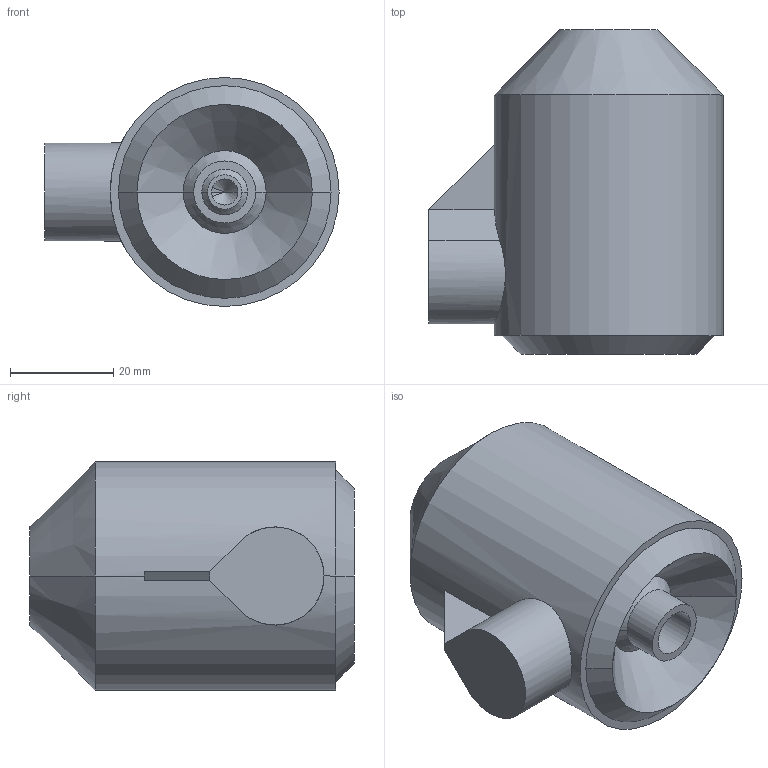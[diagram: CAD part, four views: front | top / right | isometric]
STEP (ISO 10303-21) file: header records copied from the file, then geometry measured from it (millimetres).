
FILE_DESCRIPTION (( 'STEP AP214' ), '1' );
FILE_NAME ('test swirl injector 1 for printing.STEP', '2023-04-21T01:55:53', ( '' ), ( '' ), 'SwSTEP 2.0', 'SolidWorks 2021', '' );
FILE_SCHEMA (( 'AUTOMOTIVE_DESIGN' ));
Length unit declared in the file: inch
Products named in the file (1): test swirl injector 1 for printing
Bounding box: 57.15 x 63.03 x 44.45 mm (x, y, z)
Volume: 54331.4 mm3; surface area: 22351 mm2
Topology: 1 solids, 1 shells, 136 faces, 350 edges, 203 vertices
Faces by surface type: cylinder 65, cone 36, plane 35
Entity records: 4655 total; most frequent: CARTESIAN_POINT 1564, ORIENTED_EDGE 696, DIRECTION 575, EDGE_CURVE 348, AXIS2_PLACEMENT_3D 218, VERTEX_POINT 203, EDGE_LOOP 149, LINE 139
